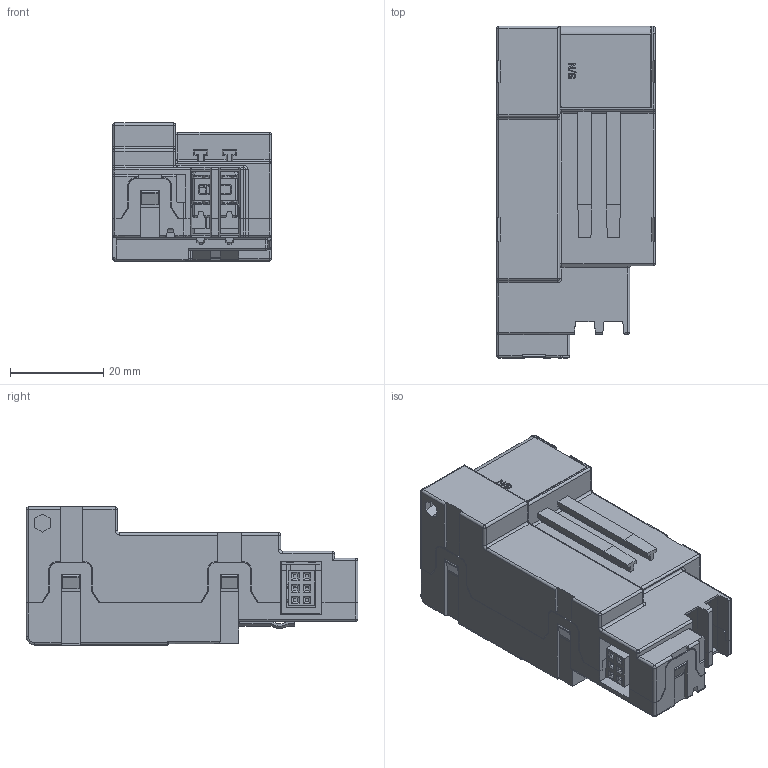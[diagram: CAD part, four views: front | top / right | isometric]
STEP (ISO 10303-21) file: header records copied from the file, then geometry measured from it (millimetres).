
FILE_DESCRIPTION(('CATIA V5 STEP Exchange'),'2;1');
FILE_NAME('1SDH001252R0308_1PA_001_00_EKIP_SUPPLY_EMAX_2.stp','2014-03-06T08:46:33+00:00',('none'),('none'),'CATIA Version 5 Release 20 SP 5 (IN-10)','CATIA V5 STEP AP214','none');
FILE_SCHEMA(('AUTOMOTIVE_DESIGN { 1 0 10303 214 1 1 1 1 }'));
Products named in the file (1): 1SDH001252R0308_1PA_001_00_EKIP_SUPPLY_EMAX_2
Bounding box: 34 x 71.05 x 29.55 mm (x, y, z)
Volume: 14823.5 mm3; surface area: 25823.1 mm2
Topology: 10 solids, 10 shells, 1759 faces, 4860 edges, 3143 vertices
Faces by surface type: plane 1139, cylinder 314, extrusion 253, sphere 27, torus 22, cone 4
Entity records: 54749 total; most frequent: CARTESIAN_POINT 12555, ORIENTED_EDGE 9674, DIRECTION 6824, EDGE_CURVE 4837, VECTOR 3867, LINE 3614, VERTEX_POINT 3143, EDGE_LOOP 1840
